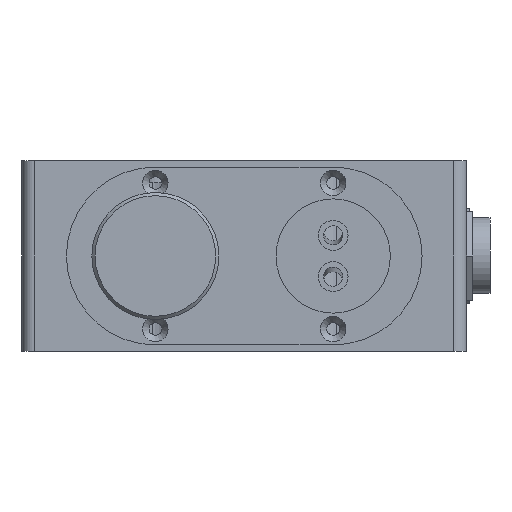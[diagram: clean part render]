
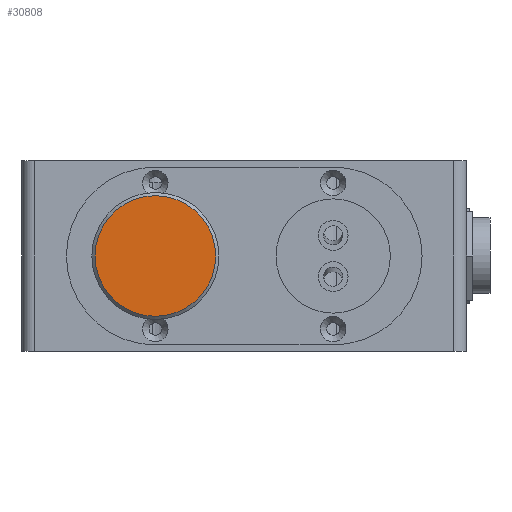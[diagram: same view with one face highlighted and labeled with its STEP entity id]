
A CAD part, left-side view. The second image highlights one B-rep face of the part: STEP entity #30808.
In plain terms, the highlighted planar face has unit normal (-1, 0, 0).
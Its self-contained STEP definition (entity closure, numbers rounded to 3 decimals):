
#30673 = CONICAL_SURFACE('',#30674,9.75,0.785);
#30674 = AXIS2_PLACEMENT_3D('',#30675,#30676,#30677);
#30675 = CARTESIAN_POINT('',(-14.85,46.,15.));
#30676 = DIRECTION('',(1.,0.,0.));
#30677 = DIRECTION('',(0.,-1.,0.));
#30734 = VERTEX_POINT('',#30735);
#30735 = CARTESIAN_POINT('',(-15.1,55.5,15.));
#30755 = EDGE_CURVE('',#30734,#30734,#30756,.T.);
#30756 = SURFACE_CURVE('',#30757,(#30762,#30791),.PCURVE_S1.);
#30757 = CIRCLE('',#30758,9.5);
#30758 = AXIS2_PLACEMENT_3D('',#30759,#30760,#30761);
#30759 = CARTESIAN_POINT('',(-15.1,46.,15.));
#30760 = DIRECTION('',(1.,0.,0.));
#30761 = DIRECTION('',(0.,-1.,0.));
#30762 = PCURVE('',#30673,#30763);
#30763 = DEFINITIONAL_REPRESENTATION('',(#30764),#30790);
#30764 = B_SPLINE_CURVE_WITH_KNOTS('',3,(#30765,#30766,#30767,#30768,
    #30769,#30770,#30771,#30772,#30773,#30774,#30775,#30776,#30777,
    #30778,#30779,#30780,#30781,#30782,#30783,#30784,#30785,#30786,
    #30787,#30788,#30789),.UNSPECIFIED.,.F.,.F.,(4,1,1,1,1,1,1,1,1,1,1,1
    ,1,1,1,1,1,1,1,1,1,1,4),(3.142,3.427,3.713
    ,3.998,4.284,4.57,4.855,
    5.141,5.426,5.712,5.998,
    6.283,6.569,6.854,7.14,
    7.426,7.711,7.997,8.282,
    8.568,8.854,9.139,9.425),
  .QUASI_UNIFORM_KNOTS.);
#30765 = CARTESIAN_POINT('',(-9.425,-0.25));
#30766 = CARTESIAN_POINT('',(-9.33,-0.25));
#30767 = CARTESIAN_POINT('',(-9.139,-0.25));
#30768 = CARTESIAN_POINT('',(-8.854,-0.25));
#30769 = CARTESIAN_POINT('',(-8.568,-0.25));
#30770 = CARTESIAN_POINT('',(-8.282,-0.25));
#30771 = CARTESIAN_POINT('',(-7.997,-0.25));
#30772 = CARTESIAN_POINT('',(-7.711,-0.25));
#30773 = CARTESIAN_POINT('',(-7.426,-0.25));
#30774 = CARTESIAN_POINT('',(-7.14,-0.25));
#30775 = CARTESIAN_POINT('',(-6.854,-0.25));
#30776 = CARTESIAN_POINT('',(-6.569,-0.25));
#30777 = CARTESIAN_POINT('',(-6.283,-0.25));
#30778 = CARTESIAN_POINT('',(-5.998,-0.25));
#30779 = CARTESIAN_POINT('',(-5.712,-0.25));
#30780 = CARTESIAN_POINT('',(-5.426,-0.25));
#30781 = CARTESIAN_POINT('',(-5.141,-0.25));
#30782 = CARTESIAN_POINT('',(-4.855,-0.25));
#30783 = CARTESIAN_POINT('',(-4.57,-0.25));
#30784 = CARTESIAN_POINT('',(-4.284,-0.25));
#30785 = CARTESIAN_POINT('',(-3.998,-0.25));
#30786 = CARTESIAN_POINT('',(-3.713,-0.25));
#30787 = CARTESIAN_POINT('',(-3.427,-0.25));
#30788 = CARTESIAN_POINT('',(-3.237,-0.25));
#30789 = CARTESIAN_POINT('',(-3.142,-0.25));
#30790 = ( GEOMETRIC_REPRESENTATION_CONTEXT(2) 
PARAMETRIC_REPRESENTATION_CONTEXT() REPRESENTATION_CONTEXT('2D SPACE',''
  ) );
#30791 = PCURVE('',#30792,#30797);
#30792 = PLANE('',#30793);
#30793 = AXIS2_PLACEMENT_3D('',#30794,#30795,#30796);
#30794 = CARTESIAN_POINT('',(-15.1,46.,15.));
#30795 = DIRECTION('',(-1.,0.,0.));
#30796 = DIRECTION('',(0.,1.,0.));
#30797 = DEFINITIONAL_REPRESENTATION('',(#30798),#30806);
#30798 = ( BOUNDED_CURVE() B_SPLINE_CURVE(2,(#30799,#30800,#30801,#30802
    ,#30803,#30804,#30805),.UNSPECIFIED.,.F.,.F.) 
B_SPLINE_CURVE_WITH_KNOTS((1,2,2,2,2,1),(-2.094,0.,
    2.094,4.189,6.283,8.378),
.UNSPECIFIED.) CURVE() GEOMETRIC_REPRESENTATION_ITEM() 
RATIONAL_B_SPLINE_CURVE((1.,0.5,1.,0.5,1.,0.5,1.)) REPRESENTATION_ITEM(
  '') );
#30799 = CARTESIAN_POINT('',(-9.5,0.));
#30800 = CARTESIAN_POINT('',(-9.5,16.454));
#30801 = CARTESIAN_POINT('',(4.75,8.227));
#30802 = CARTESIAN_POINT('',(19.,0.));
#30803 = CARTESIAN_POINT('',(4.75,-8.227));
#30804 = CARTESIAN_POINT('',(-9.5,-16.454));
#30805 = CARTESIAN_POINT('',(-9.5,0.));
#30806 = ( GEOMETRIC_REPRESENTATION_CONTEXT(2) 
PARAMETRIC_REPRESENTATION_CONTEXT() REPRESENTATION_CONTEXT('2D SPACE',''
  ) );
#30808 = ADVANCED_FACE('',(#30809),#30792,.T.);
#30809 = FACE_BOUND('',#30810,.T.);
#30810 = EDGE_LOOP('',(#30811));
#30811 = ORIENTED_EDGE('',*,*,#30755,.F.);
